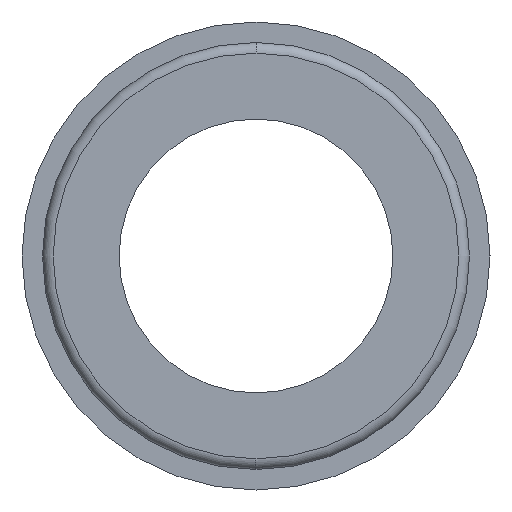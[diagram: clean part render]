
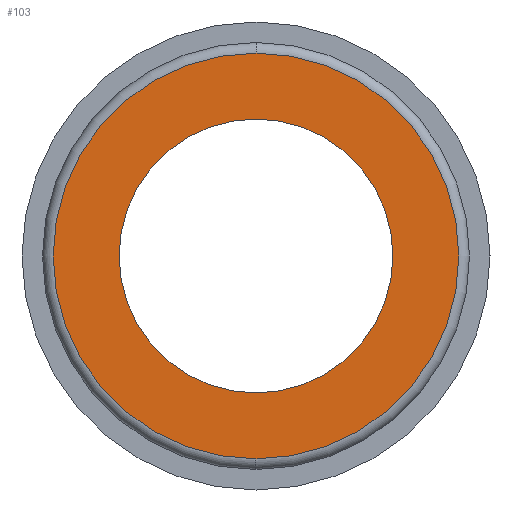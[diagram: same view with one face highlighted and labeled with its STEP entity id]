
A CAD part, left-side view. The second image highlights one B-rep face of the part: STEP entity #103.
In plain terms, the highlighted planar face has unit normal (-1, 0, 0).
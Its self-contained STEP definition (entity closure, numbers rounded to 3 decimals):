
#103=ADVANCED_FACE('',(#235,#236),#237,.T.);
#235=FACE_BOUND('',#380,.T.);
#236=FACE_OUTER_BOUND('',#381,.T.);
#237=PLANE('',#382);
#380=EDGE_LOOP('',(#867,#868));
#381=EDGE_LOOP('',(#869,#870,#871));
#382=AXIS2_PLACEMENT_3D('',#872,#873,#874);
#867=ORIENTED_EDGE('',*,*,#1110,.T.);
#868=ORIENTED_EDGE('',*,*,#1038,.T.);
#869=ORIENTED_EDGE('',*,*,#1124,.T.);
#870=ORIENTED_EDGE('',*,*,#1007,.T.);
#871=ORIENTED_EDGE('',*,*,#1125,.T.);
#872=CARTESIAN_POINT('',(-14.855,-2.351,0.0));
#873=DIRECTION('',(-1.0,0.,0.0));
#874=DIRECTION('',(0.,-1.0,0.0));
#1007=EDGE_CURVE('',#1217,#1223,#1225,.T.);
#1038=EDGE_CURVE('',#1277,#1281,#1283,.T.);
#1110=EDGE_CURVE('',#1281,#1277,#1399,.T.);
#1124=EDGE_CURVE('',#1414,#1217,#1415,.T.);
#1125=EDGE_CURVE('',#1223,#1414,#1416,.T.);
#1217=VERTEX_POINT('',#1587);
#1223=VERTEX_POINT('',#1593);
#1225=CIRCLE('',#1595,4.703);
#1277=VERTEX_POINT('',#1659);
#1281=VERTEX_POINT('',#1664);
#1283=CIRCLE('',#1667,3.175);
#1399=CIRCLE('',#1868,3.175);
#1414=VERTEX_POINT('',#1883);
#1415=CIRCLE('',#1884,4.703);
#1416=CIRCLE('',#1885,4.703);
#1587=CARTESIAN_POINT('',(-14.855,0.,4.703));
#1593=CARTESIAN_POINT('',(-14.855,0.,-4.703));
#1595=AXIS2_PLACEMENT_3D('',#2004,#2005,#2006);
#1659=CARTESIAN_POINT('',(-14.855,0.,-3.175));
#1664=CARTESIAN_POINT('',(-14.855,0.,3.175));
#1667=AXIS2_PLACEMENT_3D('',#2069,#2070,#2071);
#1868=AXIS2_PLACEMENT_3D('',#2175,#2176,#2177);
#1883=CARTESIAN_POINT('',(-14.855,-4.703,0.0));
#1884=AXIS2_PLACEMENT_3D('',#2217,#2218,#2219);
#1885=AXIS2_PLACEMENT_3D('',#2220,#2221,#2222);
#2004=CARTESIAN_POINT('',(-14.855,0.,0.0));
#2005=DIRECTION('',(-1.0,0.,0.0));
#2006=DIRECTION('',(0.,-1.0,0.0));
#2069=CARTESIAN_POINT('',(-14.855,0.0,0.0));
#2070=DIRECTION('',(1.0,0.,0.0));
#2071=DIRECTION('',(0.0,0.0,-1.0));
#2175=CARTESIAN_POINT('',(-14.855,0.0,0.0));
#2176=DIRECTION('',(1.0,0.,0.0));
#2177=DIRECTION('',(0.0,0.0,-1.0));
#2217=CARTESIAN_POINT('',(-14.855,0.,0.0));
#2218=DIRECTION('',(-1.0,0.,0.0));
#2219=DIRECTION('',(0.,-1.0,0.0));
#2220=CARTESIAN_POINT('',(-14.855,0.,0.0));
#2221=DIRECTION('',(-1.0,0.,0.0));
#2222=DIRECTION('',(0.,-1.0,0.0));
